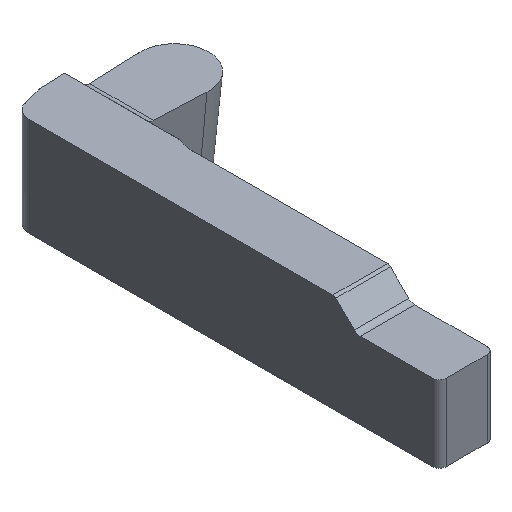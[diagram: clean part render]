
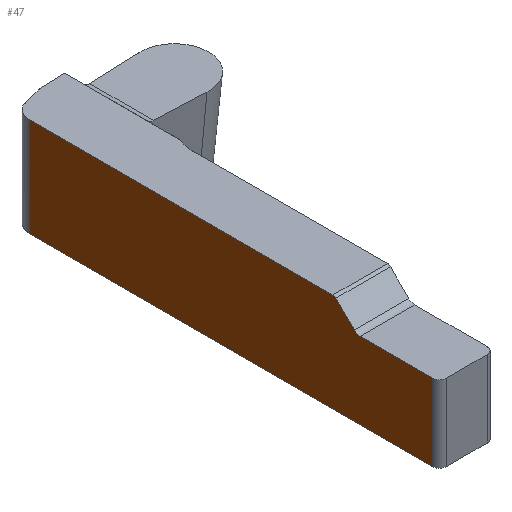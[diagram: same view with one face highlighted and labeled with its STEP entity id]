
A CAD part, isometric view. The second image highlights one B-rep face of the part: STEP entity #47.
In plain terms, the highlighted planar face has unit normal (-1, 0, 0).
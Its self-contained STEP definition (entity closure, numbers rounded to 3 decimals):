
#47=ADVANCED_FACE('',(#84),#69,.F.);
#69=PLANE('',#509);
#84=FACE_OUTER_BOUND('',#107,.T.);
#107=EDGE_LOOP('',(#166,#167,#168,#169,#170,#171,#172,#173));
#139=CIRCLE('',#507,0.5);
#140=CIRCLE('',#508,0.25);
#166=ORIENTED_EDGE('',*,*,#318,.F.);
#167=ORIENTED_EDGE('',*,*,#332,.T.);
#168=ORIENTED_EDGE('',*,*,#333,.T.);
#169=ORIENTED_EDGE('',*,*,#334,.T.);
#170=ORIENTED_EDGE('',*,*,#335,.T.);
#171=ORIENTED_EDGE('',*,*,#336,.T.);
#172=ORIENTED_EDGE('',*,*,#337,.F.);
#173=ORIENTED_EDGE('',*,*,#330,.F.);
#276=VERTEX_POINT('',#733);
#277=VERTEX_POINT('',#735);
#287=VERTEX_POINT('',#797);
#288=VERTEX_POINT('',#801);
#289=VERTEX_POINT('',#803);
#290=VERTEX_POINT('',#805);
#291=VERTEX_POINT('',#807);
#292=VERTEX_POINT('',#809);
#318=EDGE_CURVE('',#276,#277,#379,.T.);
#330=EDGE_CURVE('',#277,#287,#386,.T.);
#332=EDGE_CURVE('',#276,#288,#387,.T.);
#333=EDGE_CURVE('',#288,#289,#388,.T.);
#334=EDGE_CURVE('',#289,#290,#139,.T.);
#335=EDGE_CURVE('',#290,#291,#389,.T.);
#336=EDGE_CURVE('',#291,#292,#140,.T.);
#337=EDGE_CURVE('',#287,#292,#390,.T.);
#379=LINE('',#734,#419);
#386=LINE('',#796,#426);
#387=LINE('',#800,#427);
#388=LINE('',#802,#428);
#389=LINE('',#806,#429);
#390=LINE('',#810,#430);
#419=VECTOR('',#552,1.);
#426=VECTOR('',#571,1.);
#427=VECTOR('',#576,1.);
#428=VECTOR('',#577,1.);
#429=VECTOR('',#580,1.);
#430=VECTOR('',#583,1.);
#507=AXIS2_PLACEMENT_3D('',#804,#578,#579);
#508=AXIS2_PLACEMENT_3D('',#808,#581,#582);
#509=AXIS2_PLACEMENT_3D('',#811,#584,#585);
#552=DIRECTION('',(0.,1.,0.));
#571=DIRECTION('',(0.,0.,1.));
#576=DIRECTION('',(0.,0.,1.));
#577=DIRECTION('',(0.,1.,0.));
#578=DIRECTION('',(1.,0.,0.));
#579=DIRECTION('',(0.,-1.,0.));
#580=DIRECTION('',(0.,0.707,0.707));
#581=DIRECTION('',(-1.,0.,0.));
#582=DIRECTION('',(0.,1.,0.));
#583=DIRECTION('',(0.,-1.,0.));
#584=DIRECTION('',(1.,0.,0.));
#585=DIRECTION('',(0.,-1.,0.));
#733=CARTESIAN_POINT('',(-1.6,-12.25,-4.495));
#734=CARTESIAN_POINT('',(-1.6,-12.25,-4.495));
#735=CARTESIAN_POINT('',(-1.6,11.425,-4.495));
#796=CARTESIAN_POINT('',(-1.6,11.425,10.));
#797=CARTESIAN_POINT('',(-1.6,11.425,1.295));
#800=CARTESIAN_POINT('',(-1.6,-12.25,10.));
#801=CARTESIAN_POINT('',(-1.6,-12.25,0.));
#802=CARTESIAN_POINT('',(-1.6,-12.25,0.));
#803=CARTESIAN_POINT('',(-1.6,-8.003,0.));
#804=CARTESIAN_POINT('',(-1.6,-8.003,0.5));
#805=CARTESIAN_POINT('',(-1.6,-7.649,0.146));
#806=CARTESIAN_POINT('',(-1.6,-5.023,2.773));
#807=CARTESIAN_POINT('',(-1.6,-6.573,1.222));
#808=CARTESIAN_POINT('',(-1.6,-6.396,1.045));
#809=CARTESIAN_POINT('',(-1.6,-6.396,1.295));
#810=CARTESIAN_POINT('',(-1.6,-12.25,1.295));
#811=CARTESIAN_POINT('',(-1.6,-12.25,10.));
